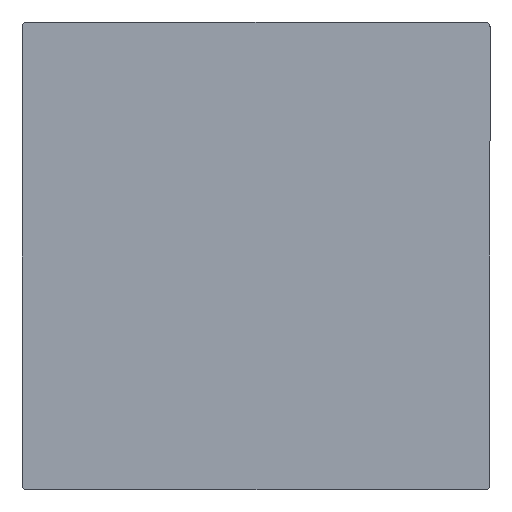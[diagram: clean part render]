
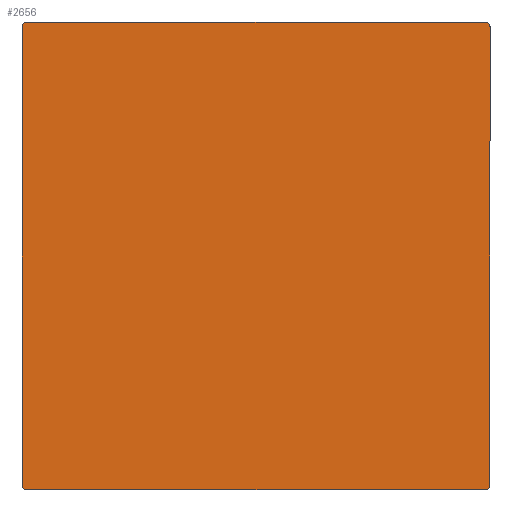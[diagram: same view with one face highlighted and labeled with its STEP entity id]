
A CAD part, front view. The second image highlights one B-rep face of the part: STEP entity #2656.
In plain terms, the highlighted planar face has unit normal (0, -1, 0).
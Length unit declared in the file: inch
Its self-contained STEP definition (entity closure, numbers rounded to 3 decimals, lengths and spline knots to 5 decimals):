
#183 = CARTESIAN_POINT ( 'NONE',  ( 3.78937, 0., 3.71063 ) ) ;
#304 = DIRECTION ( 'NONE',  ( 0., 0., -1. ) ) ;
#339 = ORIENTED_EDGE ( 'NONE', *, *, #419, .F. ) ;
#370 = VERTEX_POINT ( 'NONE', #675 ) ;
#379 = EDGE_CURVE ( 'NONE', #1140, #370, #5180, .T. ) ;
#419 = EDGE_CURVE ( 'NONE', #731, #370, #1907, .T. ) ;
#675 = CARTESIAN_POINT ( 'NONE',  ( 3.71063, 0., 3.78937 ) ) ;
#731 = VERTEX_POINT ( 'NONE', #4718 ) ;
#746 = ORIENTED_EDGE ( 'NONE', *, *, #379, .T. ) ;
#747 = DIRECTION ( 'NONE',  ( 0., 0., -1. ) ) ;
#993 = ORIENTED_EDGE ( 'NONE', *, *, #3942, .T. ) ;
#1051 = DIRECTION ( 'NONE',  ( 0., -1., 0. ) ) ;
#1140 = VERTEX_POINT ( 'NONE', #183 ) ;
#1149 = ORIENTED_EDGE ( 'NONE', *, *, #2851, .T. ) ;
#1197 = DIRECTION ( 'NONE',  ( 0., 0., -1. ) ) ;
#1383 = CARTESIAN_POINT ( 'NONE',  ( -3.78937, 0., -3.78937 ) ) ;
#1389 = DIRECTION ( 'NONE',  ( 0., -1., 0. ) ) ;
#1606 = VERTEX_POINT ( 'NONE', #3209 ) ;
#1743 = EDGE_LOOP ( 'NONE', ( #2294, #1149, #3762, #993, #4728, #746, #339, #3968 ) ) ;
#1907 = LINE ( 'NONE', #2276, #4304 ) ;
#1919 = CARTESIAN_POINT ( 'NONE',  ( 3.78937, 0., -3.78937 ) ) ;
#1970 = CARTESIAN_POINT ( 'NONE',  ( -3.78937, 0., 3.71063 ) ) ;
#2276 = CARTESIAN_POINT ( 'NONE',  ( 3.78937, 0., 3.78937 ) ) ;
#2294 = ORIENTED_EDGE ( 'NONE', *, *, #2525, .F. ) ;
#2330 = DIRECTION ( 'NONE',  ( 0., -1., 0. ) ) ;
#2448 = CARTESIAN_POINT ( 'NONE',  ( -3.71063, 0., -3.78937 ) ) ;
#2525 = EDGE_CURVE ( 'NONE', #1606, #3715, #4238, .T. ) ;
#2551 = DIRECTION ( 'NONE',  ( 0., 0., 1. ) ) ;
#2560 = CARTESIAN_POINT ( 'NONE',  ( -3.71063, 0., -3.71063 ) ) ;
#2640 = AXIS2_PLACEMENT_3D ( 'NONE', #4103, #4904, #1197 ) ;
#2656 = ADVANCED_FACE ( 'NONE', ( #4790 ), #2727, .T. ) ;
#2686 = CARTESIAN_POINT ( 'NONE',  ( 3.71063, 0., -3.78937 ) ) ;
#2720 = CARTESIAN_POINT ( 'NONE',  ( 3.71063, 0., 3.71063 ) ) ;
#2727 = PLANE ( 'NONE',  #4805 ) ;
#2783 = EDGE_CURVE ( 'NONE', #731, #3715, #4545, .T. ) ;
#2821 = LINE ( 'NONE', #3659, #3926 ) ;
#2851 = EDGE_CURVE ( 'NONE', #1606, #4524, #4451, .T. ) ;
#2987 = AXIS2_PLACEMENT_3D ( 'NONE', #2560, #1389, #4277 ) ;
#3201 = EDGE_CURVE ( 'NONE', #1140, #5131, #2821, .T. ) ;
#3209 = CARTESIAN_POINT ( 'NONE',  ( -3.78937, 0., -3.71063 ) ) ;
#3469 = VECTOR ( 'NONE', #3594, 39.37008 ) ;
#3545 = AXIS2_PLACEMENT_3D ( 'NONE', #4781, #2330, #304 ) ;
#3594 = DIRECTION ( 'NONE',  ( -1., 0., 0. ) ) ;
#3659 = CARTESIAN_POINT ( 'NONE',  ( 3.78937, 0., -3.78937 ) ) ;
#3715 = VERTEX_POINT ( 'NONE', #1970 ) ;
#3762 = ORIENTED_EDGE ( 'NONE', *, *, #3770, .F. ) ;
#3770 = EDGE_CURVE ( 'NONE', #3991, #4524, #4950, .T. ) ;
#3926 = VECTOR ( 'NONE', #747, 39.37008 ) ;
#3936 = DIRECTION ( 'NONE',  ( 0., -1., 0. ) ) ;
#3942 = EDGE_CURVE ( 'NONE', #3991, #5131, #4415, .T. ) ;
#3968 = ORIENTED_EDGE ( 'NONE', *, *, #2783, .T. ) ;
#3991 = VERTEX_POINT ( 'NONE', #2686 ) ;
#4103 = CARTESIAN_POINT ( 'NONE',  ( -3.71063, 0., 3.71063 ) ) ;
#4238 = LINE ( 'NONE', #1383, #5096 ) ;
#4277 = DIRECTION ( 'NONE',  ( 0., 0., -1. ) ) ;
#4304 = VECTOR ( 'NONE', #5162, 39.37008 ) ;
#4348 = DIRECTION ( 'NONE',  ( 0., 0., -1. ) ) ;
#4369 = DIRECTION ( 'NONE',  ( 0., 0., -1. ) ) ;
#4397 = AXIS2_PLACEMENT_3D ( 'NONE', #2720, #1051, #4369 ) ;
#4415 = CIRCLE ( 'NONE', #3545, 0.07874 ) ;
#4451 = CIRCLE ( 'NONE', #2987, 0.07874 ) ;
#4524 = VERTEX_POINT ( 'NONE', #2448 ) ;
#4545 = CIRCLE ( 'NONE', #2640, 0.07874 ) ;
#4718 = CARTESIAN_POINT ( 'NONE',  ( -3.71063, 0., 3.78937 ) ) ;
#4728 = ORIENTED_EDGE ( 'NONE', *, *, #3201, .F. ) ;
#4781 = CARTESIAN_POINT ( 'NONE',  ( 3.71063, 0., -3.71063 ) ) ;
#4790 = FACE_OUTER_BOUND ( 'NONE', #1743, .T. ) ;
#4805 = AXIS2_PLACEMENT_3D ( 'NONE', #5142, #3936, #4348 ) ;
#4904 = DIRECTION ( 'NONE',  ( 0., -1., 0. ) ) ;
#4950 = LINE ( 'NONE', #1919, #3469 ) ;
#5096 = VECTOR ( 'NONE', #2551, 39.37008 ) ;
#5131 = VERTEX_POINT ( 'NONE', #5295 ) ;
#5142 = CARTESIAN_POINT ( 'NONE',  ( 0., 0., 0. ) ) ;
#5162 = DIRECTION ( 'NONE',  ( 1., 0., 0. ) ) ;
#5180 = CIRCLE ( 'NONE', #4397, 0.07874 ) ;
#5295 = CARTESIAN_POINT ( 'NONE',  ( 3.78937, 0., -3.71063 ) ) ;
